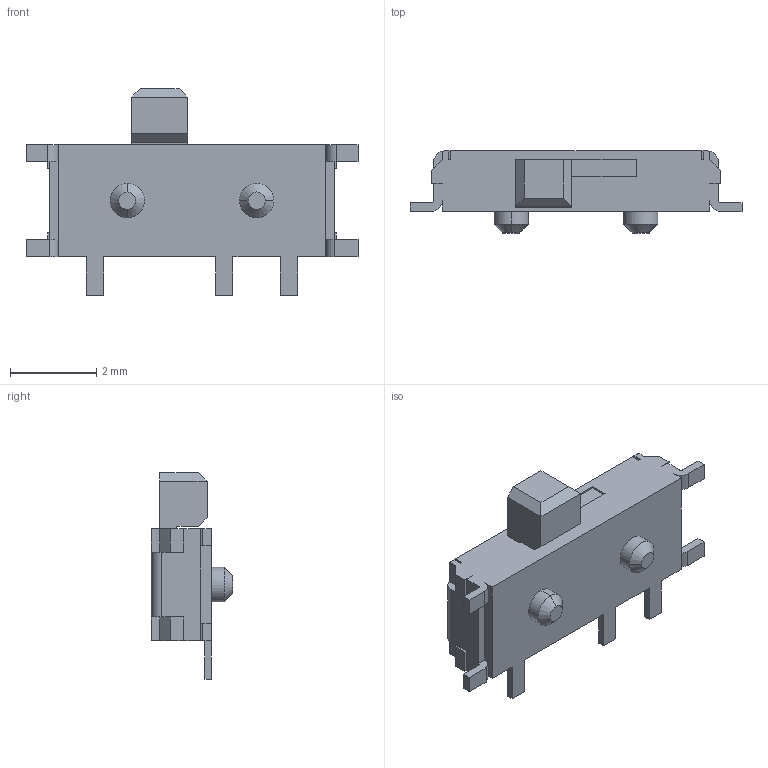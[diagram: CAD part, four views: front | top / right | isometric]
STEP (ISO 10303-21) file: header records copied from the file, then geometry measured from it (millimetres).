
FILE_DESCRIPTION (( 'STEP AP214' ), '1' );
FILE_NAME ('SMD SPDT MSK12C01.STEP', '2020-10-25T18:56:00', ( 'Bee-bee-mama' ), ( '' ), 'SwSTEP 2.0', 'SolidWorks 2018', '' );
FILE_SCHEMA (( 'AUTOMOTIVE_DESIGN' ));
Length unit declared in the file: millimetre
Products named in the file (1): SMD SPDT MSK12C01
Bounding box: 7.7 x 1.9 x 4.8 mm (x, y, z)
Volume: 26.1 mm3; surface area: 77.1 mm2
Topology: 1 solids, 1 shells, 127 faces, 342 edges, 220 vertices
Faces by surface type: plane 109, cylinder 14, cone 4
Entity records: 4836 total; most frequent: CARTESIAN_POINT 690, ORIENTED_EDGE 684, DIRECTION 634, EDGE_CURVE 342, VECTOR 306, LINE 306, VERTEX_POINT 220, AXIS2_PLACEMENT_3D 164
